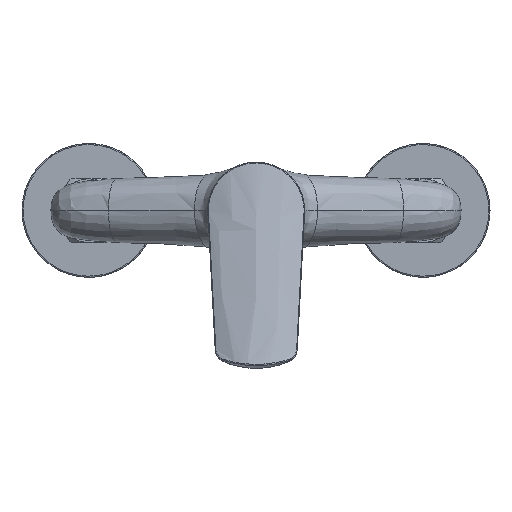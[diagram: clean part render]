
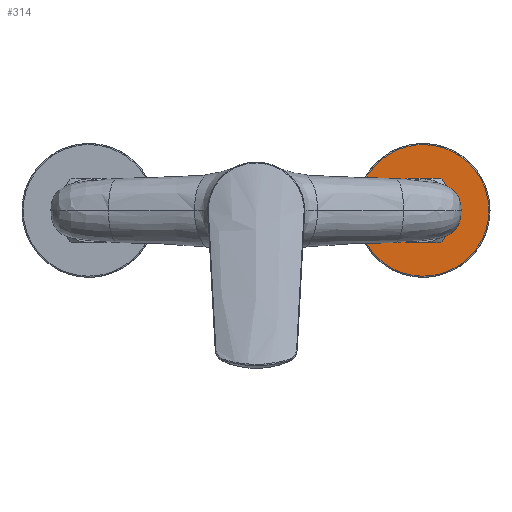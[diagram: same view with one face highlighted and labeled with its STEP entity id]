
A CAD part, front view. The second image highlights one B-rep face of the part: STEP entity #314.
In plain terms, the highlighted planar face has unit normal (0, -1, 0).
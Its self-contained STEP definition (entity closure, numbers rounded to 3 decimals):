
#314=ADVANCED_FACE('',(#771),#6806,.T.);
#771=FACE_OUTER_BOUND('',#1209,.T.);
#1209=EDGE_LOOP('',(#2731,#2732));
#2731=ORIENTED_EDGE('',*,*,#4227,.T.);
#2732=ORIENTED_EDGE('',*,*,#4234,.T.);
#4227=EDGE_CURVE('',#6150,#6151,#5578,.T.);
#4234=EDGE_CURVE('',#6151,#6150,#5583,.T.);
#5578=(
BOUNDED_CURVE()
B_SPLINE_CURVE(2,(#24606,#24607,#24608,#24609,#24610),.UNSPECIFIED.,.F.,
 .F.)
B_SPLINE_CURVE_WITH_KNOTS((3,2,3),(-92.677,-46.338,
0.),.UNSPECIFIED.)
CURVE()
GEOMETRIC_REPRESENTATION_ITEM()
RATIONAL_B_SPLINE_CURVE((1.,0.707,1.,0.707,1.))
REPRESENTATION_ITEM('')
);
#5583=(
BOUNDED_CURVE()
B_SPLINE_CURVE(2,(#24633,#24634,#24635,#24636,#24637),.UNSPECIFIED.,.F.,
 .F.)
B_SPLINE_CURVE_WITH_KNOTS((3,2,3),(-92.677,-46.338,
0.),.UNSPECIFIED.)
CURVE()
GEOMETRIC_REPRESENTATION_ITEM()
RATIONAL_B_SPLINE_CURVE((1.,0.707,1.,0.707,1.))
REPRESENTATION_ITEM('')
);
#6150=VERTEX_POINT('',#24599);
#6151=VERTEX_POINT('',#24600);
#6806=PLANE('',#6897);
#6897=AXIS2_PLACEMENT_3D('',#24398,#6972,$);
#6972=DIRECTION('',(0.,-1.,0.));
#24398=CARTESIAN_POINT('',(39.496,36.41,-16.55));
#24599=CARTESIAN_POINT('',(104.5,36.41,18.955));
#24600=CARTESIAN_POINT('',(45.5,36.41,18.955));
#24606=CARTESIAN_POINT('',(104.5,36.41,18.955));
#24607=CARTESIAN_POINT('',(104.5,36.41,48.455));
#24608=CARTESIAN_POINT('',(75.,36.41,48.455));
#24609=CARTESIAN_POINT('',(45.5,36.41,48.455));
#24610=CARTESIAN_POINT('',(45.5,36.41,18.955));
#24633=CARTESIAN_POINT('',(45.5,36.41,18.955));
#24634=CARTESIAN_POINT('',(45.5,36.41,-10.545));
#24635=CARTESIAN_POINT('',(75.,36.41,-10.545));
#24636=CARTESIAN_POINT('',(104.5,36.41,-10.545));
#24637=CARTESIAN_POINT('',(104.5,36.41,18.955));
